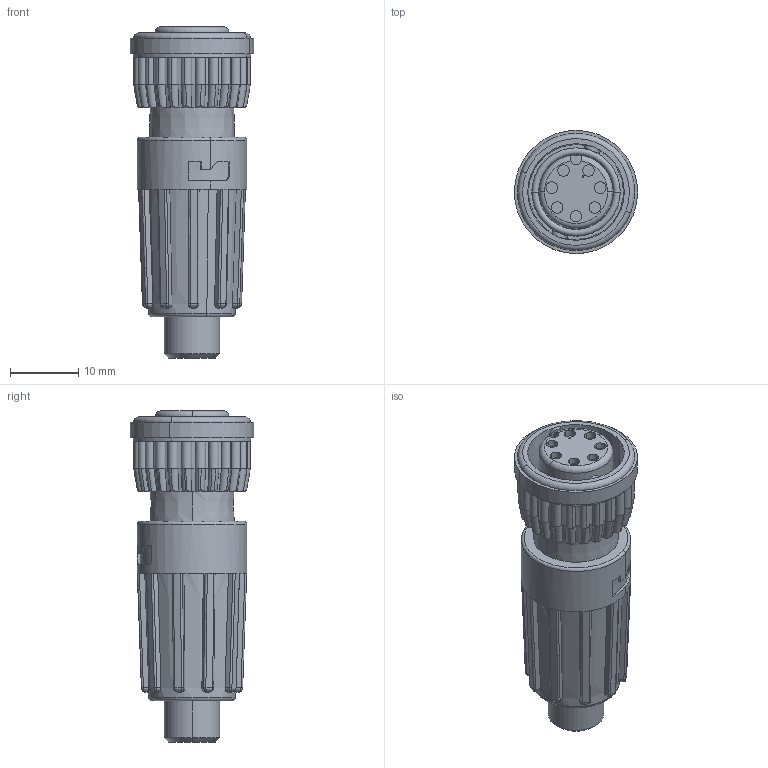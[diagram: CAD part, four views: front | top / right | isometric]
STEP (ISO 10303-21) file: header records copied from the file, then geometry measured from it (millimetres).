
FILE_DESCRIPTION (( 'STEP AP203' ), '1' );
FILE_NAME ('6282-7SG-5XX.STEP', '2017-11-07T19:46:11', ( '' ), ( '' ), 'SwSTEP 2.0', 'SolidWorks 2017', '' );
FILE_SCHEMA (( 'CONFIG_CONTROL_DESIGN' ));
Length unit declared in the file: millimetre
Products named in the file (1): 6282-7SG-5XX
Bounding box: 18.03 x 18.03 x 48.58 mm (x, y, z)
Volume: 7057.6 mm3; surface area: 3833 mm2
Topology: 1 solids, 1 shells, 463 faces, 1233 edges, 768 vertices
Faces by surface type: cylinder 205, plane 107, bspline 80, torus 36, cone 34, sphere 1
Entity records: 21939 total; most frequent: CARTESIAN_POINT 11794, ORIENTED_EDGE 2420, DIRECTION 1776, EDGE_CURVE 1210, VERTEX_POINT 766, AXIS2_PLACEMENT_3D 718, EDGE_LOOP 480, FACE_OUTER_BOUND 463
